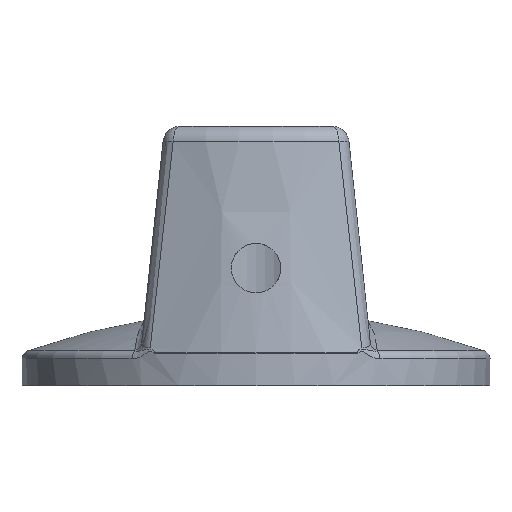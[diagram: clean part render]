
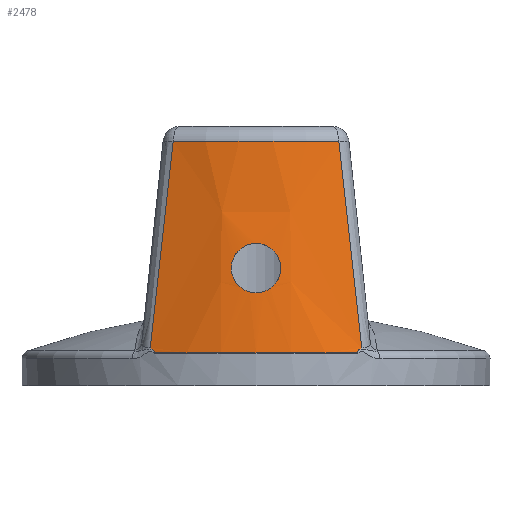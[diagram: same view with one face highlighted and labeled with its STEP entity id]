
A CAD part, front view. The second image highlights one B-rep face of the part: STEP entity #2478.
In plain terms, the highlighted conical face has half-angle 6 degrees and reference radius 14.224 mm.
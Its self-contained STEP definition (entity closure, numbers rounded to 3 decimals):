
#2324=CARTESIAN_POINT('',(-1.072,-13.751,6.088));
#2325=VERTEX_POINT('',#2324);
#2326=CARTESIAN_POINT('',(-1.072,-13.751,6.088));
#2327=CARTESIAN_POINT('',(-1.191,-13.729,6.209));
#2328=CARTESIAN_POINT('',(-1.289,-13.704,6.353));
#2329=CARTESIAN_POINT('',(-1.432,-13.658,6.66));
#2330=CARTESIAN_POINT('',(-1.478,-13.635,6.828));
#2331=CARTESIAN_POINT('',(-1.509,-13.596,7.165));
#2332=CARTESIAN_POINT('',(-1.496,-13.579,7.339));
#2333=CARTESIAN_POINT('',(-1.413,-13.553,7.667));
#2334=CARTESIAN_POINT('',(-1.344,-13.544,7.825));
#2335=CARTESIAN_POINT('',(-1.158,-13.531,8.105));
#2336=CARTESIAN_POINT('',(-1.041,-13.528,8.23));
#2337=CARTESIAN_POINT('',(-0.774,-13.524,8.433));
#2338=CARTESIAN_POINT('',(-0.622,-13.524,8.513));
#2339=CARTESIAN_POINT('',(-0.303,-13.524,8.616));
#2340=CARTESIAN_POINT('',(-0.132,-13.524,8.641));
#2341=CARTESIAN_POINT('',(0.204,-13.524,8.633));
#2342=CARTESIAN_POINT('',(0.373,-13.524,8.6));
#2343=CARTESIAN_POINT('',(0.687,-13.524,8.481));
#2344=CARTESIAN_POINT('',(0.836,-13.525,8.394));
#2345=CARTESIAN_POINT('',(1.093,-13.529,8.178));
#2346=CARTESIAN_POINT('',(1.205,-13.533,8.047));
#2347=CARTESIAN_POINT('',(1.376,-13.547,7.759));
#2348=CARTESIAN_POINT('',(1.437,-13.558,7.598));
#2349=CARTESIAN_POINT('',(1.503,-13.585,7.271));
#2350=CARTESIAN_POINT('',(1.509,-13.603,7.1));
#2351=CARTESIAN_POINT('',(1.464,-13.642,6.77));
#2352=CARTESIAN_POINT('',(1.413,-13.665,6.606));
#2353=CARTESIAN_POINT('',(1.26,-13.712,6.307));
#2354=CARTESIAN_POINT('',(1.156,-13.736,6.167));
#2355=CARTESIAN_POINT('',(0.911,-13.779,5.934));
#2356=CARTESIAN_POINT('',(0.766,-13.798,5.837));
#2357=CARTESIAN_POINT('',(0.457,-13.827,5.699));
#2358=CARTESIAN_POINT('',(0.289,-13.836,5.656));
#2359=CARTESIAN_POINT('',(-0.044,-13.842,5.629));
#2360=CARTESIAN_POINT('',(-0.213,-13.838,5.643));
#2361=CARTESIAN_POINT('',(-0.532,-13.821,5.725));
#2362=CARTESIAN_POINT('',(-0.686,-13.807,5.793));
#2363=CARTESIAN_POINT('',(-0.913,-13.778,5.942));
#2364=CARTESIAN_POINT('',(-0.997,-13.765,6.011));
#2365=CARTESIAN_POINT('',(-1.072,-13.751,6.088));
#2366=B_SPLINE_CURVE_WITH_KNOTS('',3,(#2326,#2327,#2328,#2329,#2330,#2331,#2332,#2333,#2334,#2335,
    #2336,#2337,#2338,#2339,#2340,#2341,#2342,#2343,#2344,#2345,
    #2346,#2347,#2348,#2349,#2350,#2351,#2352,#2353,#2354,#2355,
    #2356,#2357,#2358,#2359,#2360,#2361,#2362,#2363,#2364,#2365),.UNSPECIFIED.,.T.,.U.,
 (4,2,2,2,2,2,2,2,2,2,2,2,2,2,2,2,2,2,2,4),
 (0.0,0.054,0.109,0.163,0.217,0.27,0.324,0.377,0.431,0.484,0.537,0.591,0.644,0.698,0.752,0.807,0.86,0.913,0.965,1.0),.UNSPECIFIED.);
#2367=EDGE_CURVE('n� 1972',#2325,#2325,#2366,.T.);
#2368=ORIENTED_EDGE('',*,*,#2367,.T.);
#2369=EDGE_LOOP('',(#2368));
#2370=FACE_OUTER_BOUND('',#2369,.T.);
#2371=CARTESIAN_POINT('',(-6.303,-12.725,2.208));
#2372=VERTEX_POINT('',#2371);
#2373=CARTESIAN_POINT('',(-6.171,-12.813,2.008));
#2374=VERTEX_POINT('',#2373);
#2375=CARTESIAN_POINT('',(-6.303,-12.725,2.208));
#2376=CARTESIAN_POINT('',(-6.271,-12.743,2.187));
#2377=CARTESIAN_POINT('',(-6.243,-12.76,2.159));
#2378=CARTESIAN_POINT('',(-6.21,-12.781,2.115));
#2379=CARTESIAN_POINT('',(-6.201,-12.787,2.102));
#2380=CARTESIAN_POINT('',(-6.185,-12.798,2.074));
#2381=CARTESIAN_POINT('',(-6.178,-12.803,2.06));
#2382=CARTESIAN_POINT('',(-6.171,-12.809,2.038));
#2383=CARTESIAN_POINT('',(-6.17,-12.81,2.032));
#2384=CARTESIAN_POINT('',(-6.169,-12.812,2.021));
#2385=CARTESIAN_POINT('',(-6.169,-12.813,2.016));
#2386=CARTESIAN_POINT('',(-6.17,-12.813,2.01));
#2387=CARTESIAN_POINT('',(-6.171,-12.813,2.009));
#2388=CARTESIAN_POINT('',(-6.171,-12.813,2.008));
#2389=B_SPLINE_CURVE_WITH_KNOTS('',3,(#2375,#2376,#2377,#2378,#2379,#2380,#2381,#2382,#2383,#2384,
    #2385,#2386,#2387,#2388),.UNSPECIFIED.,.F.,.U.,
 (4,2,2,2,2,2,4),(0.0,0.476,0.668,0.857,0.932,0.986,1.0),.UNSPECIFIED.);
#2390=EDGE_CURVE('n� 1444',#2372,#2374,#2389,.T.);
#2391=ORIENTED_EDGE('',*,*,#2390,.T.);
#2392=CARTESIAN_POINT('',(6.171,-12.813,2.008));
#2393=VERTEX_POINT('',#2392);
#2394=CARTESIAN_POINT('',(0.0,0.0,2.008));
#2395=DIRECTION('',(0.0,0.0,1.0));
#2396=DIRECTION('',(-0.0,-1.0,0.0));
#2397=AXIS2_PLACEMENT_3D('',#2394,#2395,#2396);
#2398=CIRCLE('',#2397,14.221);
#2399=EDGE_CURVE('n� 1402',#2374,#2393,#2398,.T.);
#2400=ORIENTED_EDGE('',*,*,#2399,.T.);
#2401=CARTESIAN_POINT('',(6.303,-12.725,2.208));
#2402=VERTEX_POINT('',#2401);
#2403=CARTESIAN_POINT('',(6.171,-12.813,2.008));
#2404=CARTESIAN_POINT('',(6.169,-12.813,2.013));
#2405=CARTESIAN_POINT('',(6.169,-12.812,2.018));
#2406=CARTESIAN_POINT('',(6.17,-12.81,2.032));
#2407=CARTESIAN_POINT('',(6.172,-12.809,2.04));
#2408=CARTESIAN_POINT('',(6.182,-12.8,2.072));
#2409=CARTESIAN_POINT('',(6.195,-12.791,2.094));
#2410=CARTESIAN_POINT('',(6.235,-12.765,2.151));
#2411=CARTESIAN_POINT('',(6.267,-12.745,2.184));
#2412=CARTESIAN_POINT('',(6.303,-12.725,2.208));
#2413=B_SPLINE_CURVE_WITH_KNOTS('',3,(#2403,#2404,#2405,#2406,#2407,#2408,#2409,#2410,#2411,#2412),.UNSPECIFIED.,.F.,.U.,
 (4,2,2,2,4),(0.0,0.059,0.155,0.456,1.0),.UNSPECIFIED.);
#2414=EDGE_CURVE('n� 1454',#2393,#2402,#2413,.T.);
#2415=ORIENTED_EDGE('',*,*,#2414,.T.);
#2416=CARTESIAN_POINT('',(6.422,-12.655,2.294));
#2417=VERTEX_POINT('',#2416);
#2418=CARTESIAN_POINT('',(6.303,-12.725,2.208));
#2419=CARTESIAN_POINT('',(6.342,-12.702,2.234));
#2420=CARTESIAN_POINT('',(6.38,-12.68,2.262));
#2421=CARTESIAN_POINT('',(6.419,-12.657,2.292));
#2422=CARTESIAN_POINT('',(6.42,-12.656,2.293));
#2423=CARTESIAN_POINT('',(6.422,-12.655,2.294));
#2424=B_SPLINE_CURVE_WITH_KNOTS('',3,(#2418,#2419,#2420,#2421,#2422,#2423),.UNSPECIFIED.,.F.,.U.,
 (4,2,4),(0.0,0.959,1.0),.UNSPECIFIED.);
#2425=EDGE_CURVE('n� 1400',#2402,#2417,#2424,.T.);
#2426=ORIENTED_EDGE('',*,*,#2425,.T.);
#2427=CARTESIAN_POINT('',(5.032,-11.849,14.838));
#2428=VERTEX_POINT('',#2427);
#2429=CARTESIAN_POINT('',(6.422,-12.655,2.294));
#2430=CARTESIAN_POINT('',(6.344,-12.611,2.999));
#2431=CARTESIAN_POINT('',(6.266,-12.567,3.704));
#2432=CARTESIAN_POINT('',(5.984,-12.407,6.261));
#2433=CARTESIAN_POINT('',(5.779,-12.289,8.114));
#2434=CARTESIAN_POINT('',(5.394,-12.064,11.591));
#2435=CARTESIAN_POINT('',(5.213,-11.957,13.215));
#2436=CARTESIAN_POINT('',(5.032,-11.849,14.838));
#2437=B_SPLINE_CURVE_WITH_KNOTS('',3,(#2429,#2430,#2431,#2432,#2433,#2434,#2435,#2436),.UNSPECIFIED.,.F.,.U.,
 (4,2,2,4),(0.0,0.169,0.612,1.0),.UNSPECIFIED.);
#2438=EDGE_CURVE('n� 1023',#2417,#2428,#2437,.T.);
#2439=ORIENTED_EDGE('',*,*,#2438,.T.);
#2440=CARTESIAN_POINT('',(-5.032,-11.849,14.838));
#2441=VERTEX_POINT('',#2440);
#2442=CARTESIAN_POINT('',(0.0,0.0,14.838));
#2443=DIRECTION('',(0.0,0.0,-1.0));
#2444=DIRECTION('',(0.0,1.0,0.0));
#2445=AXIS2_PLACEMENT_3D('',#2442,#2443,#2444);
#2446=CIRCLE('',#2445,12.873);
#2447=EDGE_CURVE('n� 659',#2428,#2441,#2446,.T.);
#2448=ORIENTED_EDGE('',*,*,#2447,.T.);
#2449=CARTESIAN_POINT('',(-6.422,-12.655,2.294));
#2450=VERTEX_POINT('',#2449);
#2451=CARTESIAN_POINT('',(-5.032,-11.849,14.838));
#2452=CARTESIAN_POINT('',(-5.213,-11.957,13.215));
#2453=CARTESIAN_POINT('',(-5.394,-12.064,11.591));
#2454=CARTESIAN_POINT('',(-5.779,-12.289,8.114));
#2455=CARTESIAN_POINT('',(-5.984,-12.407,6.261));
#2456=CARTESIAN_POINT('',(-6.266,-12.567,3.704));
#2457=CARTESIAN_POINT('',(-6.344,-12.611,2.999));
#2458=CARTESIAN_POINT('',(-6.422,-12.655,2.294));
#2459=B_SPLINE_CURVE_WITH_KNOTS('',3,(#2451,#2452,#2453,#2454,#2455,#2456,#2457,#2458),.UNSPECIFIED.,.F.,.U.,
 (4,2,2,4),(0.0,0.388,0.831,1.0),.UNSPECIFIED.);
#2460=EDGE_CURVE('n� 662',#2441,#2450,#2459,.T.);
#2461=ORIENTED_EDGE('',*,*,#2460,.T.);
#2462=CARTESIAN_POINT('',(-6.422,-12.655,2.294));
#2463=CARTESIAN_POINT('',(-6.42,-12.656,2.293));
#2464=CARTESIAN_POINT('',(-6.419,-12.657,2.292));
#2465=CARTESIAN_POINT('',(-6.38,-12.68,2.262));
#2466=CARTESIAN_POINT('',(-6.342,-12.702,2.234));
#2467=CARTESIAN_POINT('',(-6.303,-12.725,2.208));
#2468=B_SPLINE_CURVE_WITH_KNOTS('',3,(#2462,#2463,#2464,#2465,#2466,#2467),.UNSPECIFIED.,.F.,.U.,
 (4,2,4),(0.0,0.041,1.0),.UNSPECIFIED.);
#2469=EDGE_CURVE('n� 1031',#2450,#2372,#2468,.T.);
#2470=ORIENTED_EDGE('',*,*,#2469,.T.);
#2471=EDGE_LOOP('',(#2391,#2400,#2415,#2426,#2439,#2448,#2461,#2470));
#2472=FACE_BOUND('',#2471,.T.);
#2473=CARTESIAN_POINT('',(0.0,0.0,1.981));
#2474=DIRECTION('',(0.0,0.0,-1.0));
#2475=DIRECTION('',(-0.0,-1.0,0.0));
#2476=AXIS2_PLACEMENT_3D('',#2473,#2474,#2475);
#2477=CONICAL_SURFACE('',#2476,14.224,0.105);
#2478=ADVANCED_FACE('n� 152',(#2370,#2472),#2477,.T.);
